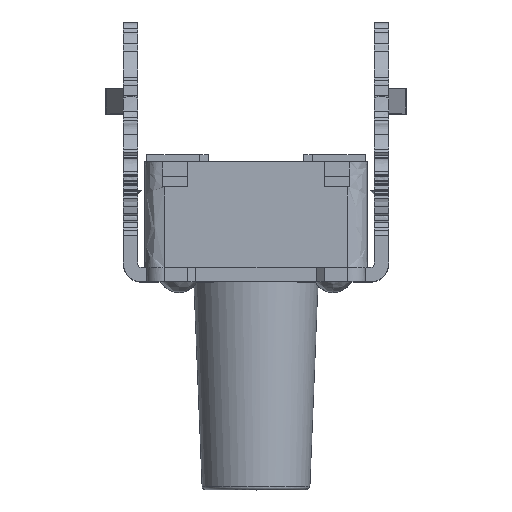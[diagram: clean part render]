
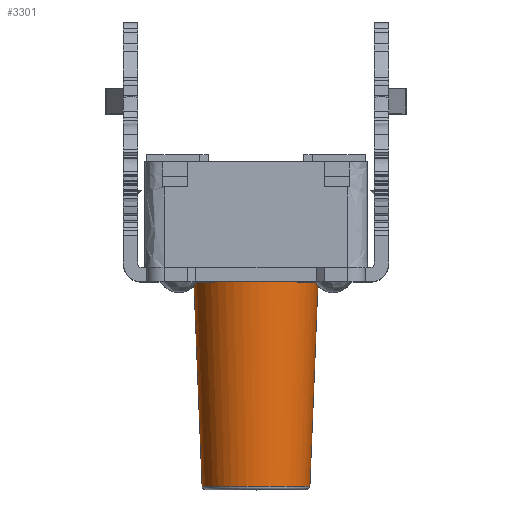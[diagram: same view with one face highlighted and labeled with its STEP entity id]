
A CAD part, top view. The second image highlights one B-rep face of the part: STEP entity #3301.
In plain terms, the highlighted free-form (B-spline) face has degree [2, 1] with [9, 2] control points.
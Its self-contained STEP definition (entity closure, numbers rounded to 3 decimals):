
#3301=ADVANCED_FACE('',(#3441),#7494,.T.);
#3441=FACE_OUTER_BOUND('',#3593,.T.);
#3593=EDGE_LOOP('',(#4313,#4314,#4315,#4316));
#4313=ORIENTED_EDGE('',*,*,#4715,.T.);
#4314=ORIENTED_EDGE('',*,*,#4712,.F.);
#4315=ORIENTED_EDGE('',*,*,#4711,.T.);
#4316=ORIENTED_EDGE('',*,*,#4712,.T.);
#4711=EDGE_CURVE('',#7456,#7456,#4779,.T.);
#4712=EDGE_CURVE('',#7456,#7455,#5229,.T.);
#4715=EDGE_CURVE('',#7455,#7455,#4782,.T.);
#4779=(
BOUNDED_CURVE()
B_SPLINE_CURVE(2,(#9893,#9894,#9895,#9896,#9897,#9898,#9899,#9900,#9901),
 .UNSPECIFIED.,.T.,.F.)
B_SPLINE_CURVE_WITH_KNOTS((3,2,2,2,3),(0.,2.362,4.725,
7.087,9.449),.UNSPECIFIED.)
CURVE()
GEOMETRIC_REPRESENTATION_ITEM()
RATIONAL_B_SPLINE_CURVE((1.,0.707,1.,0.707,1.,0.707,
1.,0.707,1.))
REPRESENTATION_ITEM('')
);
#4782=(
BOUNDED_CURVE()
B_SPLINE_CURVE(2,(#9916,#9917,#9918,#9919,#9920,#9921,#9922,#9923,#9924,
#9925,#9926),.UNSPECIFIED.,.T.,.F.)
B_SPLINE_CURVE_WITH_KNOTS((3,2,2,2,2,3),(0.,2.062,4.123,
6.185,8.247,10.996),.UNSPECIFIED.)
CURVE()
GEOMETRIC_REPRESENTATION_ITEM()
RATIONAL_B_SPLINE_CURVE((1.,0.831,1.,0.831,1.,0.831,
1.,0.831,1.,0.707,1.))
REPRESENTATION_ITEM('')
);
#5229=B_SPLINE_CURVE_WITH_KNOTS('',1,(#9902,#9903),.UNSPECIFIED.,.F.,.F.,
(2,2),(37.326,43.435),.UNSPECIFIED.);
#7455=VERTEX_POINT('',#9890);
#7456=VERTEX_POINT('',#9891);
#7494=(
BOUNDED_SURFACE()
B_SPLINE_SURFACE(2,1,((#9790,#9791),(#9792,#9793),(#9794,#9795),(#9796,
#9797),(#9798,#9799),(#9800,#9801),(#9802,#9803),(#9804,#9805),(#9806,#9807)),
 .UNSPECIFIED.,.T.,.F.,.F.)
B_SPLINE_SURFACE_WITH_KNOTS((3,2,2,2,3),(2,2),(0.,1.571,3.142,
4.712,6.283),(0.,47.79),.UNSPECIFIED.)
GEOMETRIC_REPRESENTATION_ITEM()
RATIONAL_B_SPLINE_SURFACE(((1.,1.),(0.707,0.707),
(1.,1.),(0.707,0.707),(1.,1.),(0.707,
0.707),(1.,1.),(0.707,0.707),(1.,1.)))
REPRESENTATION_ITEM('')
SURFACE()
);
#9790=CARTESIAN_POINT('',(0.,-45.55,0.));
#9791=CARTESIAN_POINT('',(-1.925,2.201,0.));
#9792=CARTESIAN_POINT('',(0.,-45.55,0.));
#9793=CARTESIAN_POINT('',(-1.925,2.201,1.925));
#9794=CARTESIAN_POINT('',(0.,-45.55,0.));
#9795=CARTESIAN_POINT('',(0.,2.201,1.925));
#9796=CARTESIAN_POINT('',(0.,-45.55,0.));
#9797=CARTESIAN_POINT('',(1.925,2.201,1.925));
#9798=CARTESIAN_POINT('',(0.,-45.55,0.));
#9799=CARTESIAN_POINT('',(1.925,2.201,0.));
#9800=CARTESIAN_POINT('',(0.,-45.55,0.));
#9801=CARTESIAN_POINT('',(1.925,2.201,-1.925));
#9802=CARTESIAN_POINT('',(0.,-45.55,0.));
#9803=CARTESIAN_POINT('',(0.,2.201,-1.925));
#9804=CARTESIAN_POINT('',(0.,-45.55,0.));
#9805=CARTESIAN_POINT('',(-1.925,2.201,-1.925));
#9806=CARTESIAN_POINT('',(0.,-45.55,0.));
#9807=CARTESIAN_POINT('',(-1.925,2.201,0.));
#9890=CARTESIAN_POINT('',(-1.75,-2.15,0.));
#9891=CARTESIAN_POINT('',(-1.504,-8.254,0.));
#9893=CARTESIAN_POINT('',(-1.504,-8.254,0.));
#9894=CARTESIAN_POINT('',(-1.504,-8.254,1.504));
#9895=CARTESIAN_POINT('',(0.,-8.254,1.504));
#9896=CARTESIAN_POINT('',(1.504,-8.254,1.504));
#9897=CARTESIAN_POINT('',(1.504,-8.254,0.));
#9898=CARTESIAN_POINT('',(1.504,-8.254,-1.504));
#9899=CARTESIAN_POINT('',(0.,-8.254,-1.504));
#9900=CARTESIAN_POINT('',(-1.504,-8.254,-1.504));
#9901=CARTESIAN_POINT('',(-1.504,-8.254,0.));
#9902=CARTESIAN_POINT('',(-1.504,-8.254,0.));
#9903=CARTESIAN_POINT('',(-1.75,-2.15,0.));
#9916=CARTESIAN_POINT('',(-1.75,-2.15,0.));
#9917=CARTESIAN_POINT('',(-1.75,-2.15,-1.169));
#9918=CARTESIAN_POINT('',(-0.67,-2.15,-1.617));
#9919=CARTESIAN_POINT('',(0.411,-2.15,-2.064));
#9920=CARTESIAN_POINT('',(1.237,-2.15,-1.237));
#9921=CARTESIAN_POINT('',(2.064,-2.15,-0.411));
#9922=CARTESIAN_POINT('',(1.617,-2.15,0.67));
#9923=CARTESIAN_POINT('',(1.169,-2.15,1.75));
#9924=CARTESIAN_POINT('',(0.,-2.15,1.75));
#9925=CARTESIAN_POINT('',(-1.75,-2.15,1.75));
#9926=CARTESIAN_POINT('',(-1.75,-2.15,0.));
